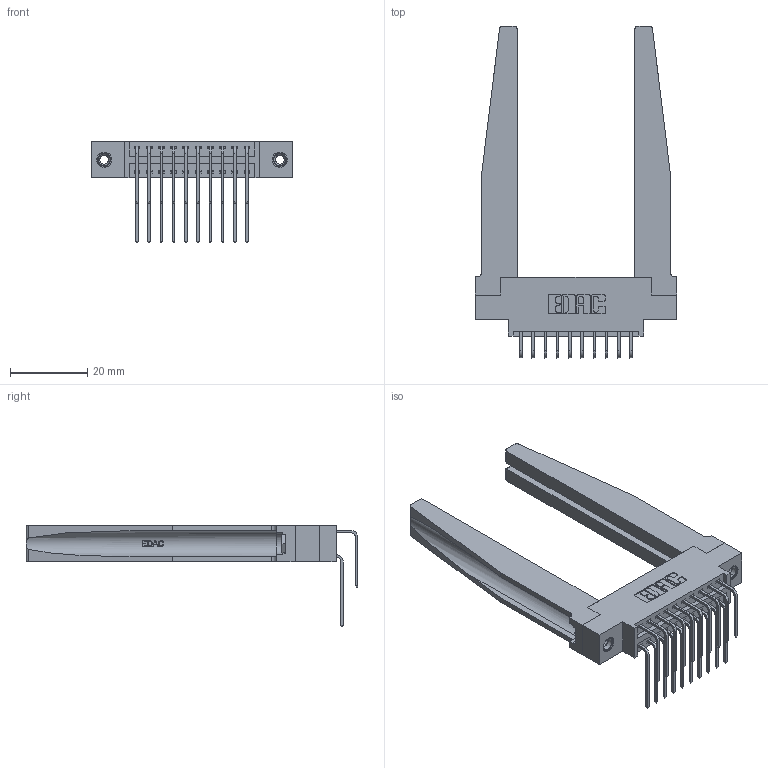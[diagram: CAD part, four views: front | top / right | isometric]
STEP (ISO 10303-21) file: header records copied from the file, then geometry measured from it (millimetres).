
FILE_DESCRIPTION (( 'STEP AP203' ), '1' );
FILE_NAME ('346-020-559-878.STEP', '2022-05-18T20:13:27', ( '' ), ( '' ), 'SwSTEP 2.0', 'SolidWorks 2020', '' );
FILE_SCHEMA (( 'CONFIG_CONTROL_DESIGN' ));
Length unit declared in the file: inch
Products named in the file (6): 345-292-001_559 Tail - 2; 346 Part_0.170 Offset - 0.156 Dia-TH; 346-020-559-878; 345-292-001_558 559 Tail - 1; 345-250-001_345-250-001-102; 346-220-078_345-220-078
Assembly tree (25 placements, depth 2):
  346-020-559-878
    346 Part_0.170 Offset - 0.156 Dia-TH
    345-292-001_558 559 Tail - 1  x10
    345-292-001_559 Tail - 2  x10
    346-220-078_345-220-078  x2
    345-250-001_345-250-001-102  x2
Bounding box: 52.32 x 86.17 x 26.16 mm (x, y, z)
Volume: 11705.2 mm3; surface area: 13395.1 mm2
Topology: 25 solids, 25 shells, 1454 faces, 4205 edges, 2766 vertices
Faces by surface type: plane 976, cylinder 426, bspline 36, cone 12, torus 4
Entity records: 17914 total; most frequent: CARTESIAN_POINT 3992, ORIENTED_EDGE 2762, DIRECTION 2527, EDGE_CURVE 1381, LINE 1075, VECTOR 1075, VERTEX_POINT 912, AXIS2_PLACEMENT_3D 726
